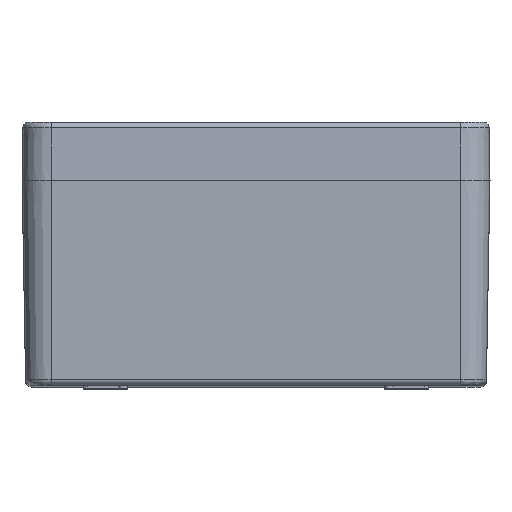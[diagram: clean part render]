
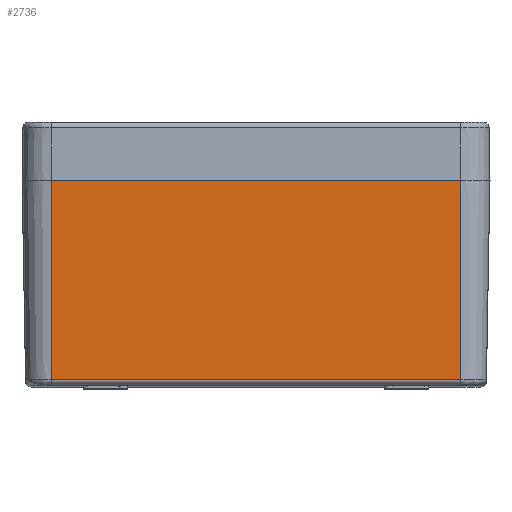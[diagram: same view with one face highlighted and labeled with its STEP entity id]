
A CAD part, top view. The second image highlights one B-rep face of the part: STEP entity #2736.
In plain terms, the highlighted planar face has unit normal (0, -0.018, 1).
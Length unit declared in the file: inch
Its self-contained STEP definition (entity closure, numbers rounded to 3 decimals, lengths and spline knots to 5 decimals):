
#710 = CARTESIAN_POINT ( 'NONE',  ( -2.75591, -2.67854, 7.03848 ) ) ;
#1527 = FACE_OUTER_BOUND ( 'NONE', #11693, .T. ) ;
#1622 = DIRECTION ( 'NONE',  ( 0., 1., 0.017 ) ) ;
#1656 = CARTESIAN_POINT ( 'NONE',  ( 2.75591, -2.67854, 7.03848 ) ) ;
#2238 = PLANE ( 'NONE',  #3026 ) ;
#2736 = ADVANCED_FACE ( 'NONE', ( #1527 ), #2238, .T. ) ;
#2738 = EDGE_CURVE ( 'NONE', #11709, #14734, #6705, .T. ) ;
#3026 = AXIS2_PLACEMENT_3D ( 'NONE', #10435, #15395, #1622 ) ;
#3954 = DIRECTION ( 'NONE',  ( 0., 1., 0.017 ) ) ;
#4325 = ORIENTED_EDGE ( 'NONE', *, *, #20653, .T. ) ;
#4758 = DIRECTION ( 'NONE',  ( 0., -1., -0.017 ) ) ;
#4789 = ORIENTED_EDGE ( 'NONE', *, *, #17030, .F. ) ;
#5076 = CARTESIAN_POINT ( 'NONE',  ( 2.75591, 0., 7.08524 ) ) ;
#5266 = VERTEX_POINT ( 'NONE', #710 ) ;
#5424 = VECTOR ( 'NONE', #4758, 39.37008 ) ;
#6705 = LINE ( 'NONE', #5076, #5424 ) ;
#6739 = CARTESIAN_POINT ( 'NONE',  ( -2.75591, 0., 7.08524 ) ) ;
#7184 = ORIENTED_EDGE ( 'NONE', *, *, #11974, .F. ) ;
#8346 = LINE ( 'NONE', #6739, #13883 ) ;
#8981 = VECTOR ( 'NONE', #3954, 39.37008 ) ;
#9960 = VERTEX_POINT ( 'NONE', #18489 ) ;
#10330 = LINE ( 'NONE', #15602, #8981 ) ;
#10435 = CARTESIAN_POINT ( 'NONE',  ( -2.75591, 0., 7.08524 ) ) ;
#10620 = VECTOR ( 'NONE', #10827, 39.37008 ) ;
#10827 = DIRECTION ( 'NONE',  ( -1., 0., 0. ) ) ;
#11693 = EDGE_LOOP ( 'NONE', ( #4325, #7184, #4789, #17636 ) ) ;
#11709 = VERTEX_POINT ( 'NONE', #11868 ) ;
#11868 = CARTESIAN_POINT ( 'NONE',  ( 2.75591, 0., 7.08524 ) ) ;
#11974 = EDGE_CURVE ( 'NONE', #5266, #9960, #10330, .T. ) ;
#12759 = CARTESIAN_POINT ( 'NONE',  ( 0., -2.67854, 7.03848 ) ) ;
#13883 = VECTOR ( 'NONE', #15144, 39.37008 ) ;
#14734 = VERTEX_POINT ( 'NONE', #1656 ) ;
#15144 = DIRECTION ( 'NONE',  ( -1., 0., 0. ) ) ;
#15395 = DIRECTION ( 'NONE',  ( 0., -0.017, 1. ) ) ;
#15602 = CARTESIAN_POINT ( 'NONE',  ( -2.75591, 0., 7.08524 ) ) ;
#15995 = LINE ( 'NONE', #12759, #10620 ) ;
#17030 = EDGE_CURVE ( 'NONE', #14734, #5266, #15995, .T. ) ;
#17636 = ORIENTED_EDGE ( 'NONE', *, *, #2738, .F. ) ;
#18489 = CARTESIAN_POINT ( 'NONE',  ( -2.75591, 0., 7.08524 ) ) ;
#20653 = EDGE_CURVE ( 'NONE', #11709, #9960, #8346, .T. ) ;
